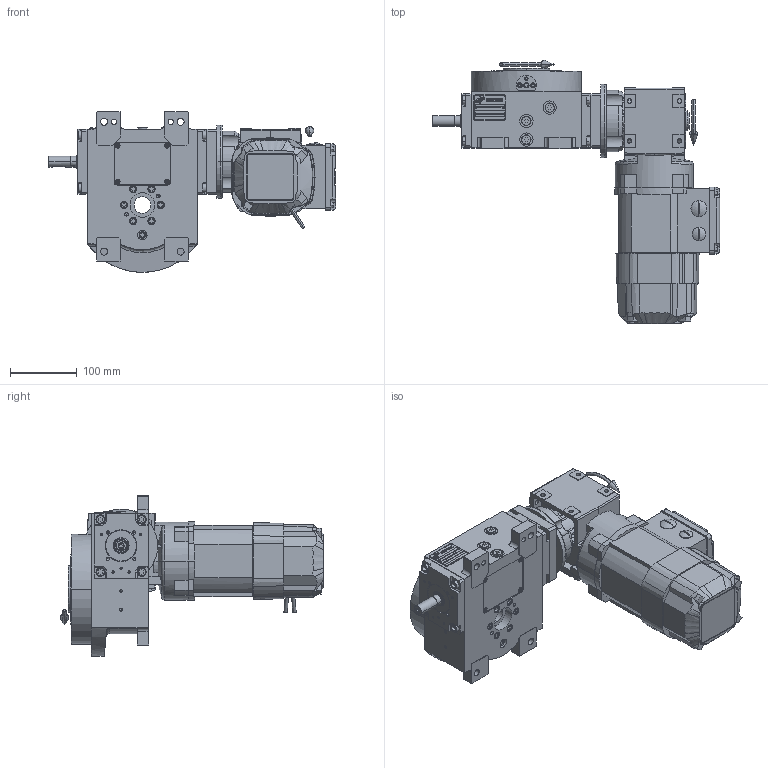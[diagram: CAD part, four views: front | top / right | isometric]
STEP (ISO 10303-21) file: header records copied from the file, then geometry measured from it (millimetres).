
FILE_DESCRIPTION (( 'STEP AP214' ), '1' );
FILE_NAME ('PC5200403.step', '2024-06-17T11:38:08', ( '' ), ( '' ), 'SwSTEP 2.0', 'SolidWorks 2020', '' );
FILE_SCHEMA (( 'AUTOMOTIVE_DESIGN' ));
Length unit declared in the file: millimetre
Products named in the file (75): cfn2010_01_006; cfn2000_01_129; cfn2151_01_087; 900_38_30_003; AS_rig04_004_s_002; cfn2155_01_055; rig04_003_10; cfn2128_05_006; AS_rig04_014_s_001; cfn2128_04_011; cfn2000_01_151; rig04_004_s_002; cfn2003_01_063; cfn2070_05_001; cfn2000_01_185; AS_900_38_30_003; AS_rig04_002_bl_007; cfn2010_02_002; rig04_015; cfn2276_01_065; rig04_004; rig04_014_s_001; rig04_002_bl_007; cfn2476_01_001_48x38; WAF20DRN63MS4BE03HR_B_0; AS_rig04_004_s_001; cfn2104_02_017; rig04_001_a_001; cfn2203_02_001; AS_rig04_015; freccia_angolare; cfn2104_01_016; cfn2151_01_092; cfn2115_02_213; olio_agip_blasia_150; rig04_005; cfn2077_01_018; AS_rig04_071_10_m; cfn2155_01_038; cfn2155_01_007 ...
Assembly tree (74 placements, depth 3):
  cfn2010_01_006
  cfn2151_01_087
  cfn2276_01_065
  cfn2203_02_001
  cfn2151_01_092
Bounding box: 431 x 395.8 x 240.92 mm (x, y, z)
Volume: 5615973.8 mm3; surface area: 704868.2 mm2
Topology: 79 solids, 83 shells, 3000 faces, 7563 edges, 4896 vertices
Faces by surface type: plane 1529, cylinder 1018, cone 395, bspline 27, torus 21, sphere 10
Entity records: 94434 total; most frequent: CARTESIAN_POINT 23420, DIRECTION 14305, ORIENTED_EDGE 13916, EDGE_CURVE 6958, AXIS2_PLACEMENT_3D 4997, VERTEX_POINT 4555, LINE 4311, VECTOR 4311
